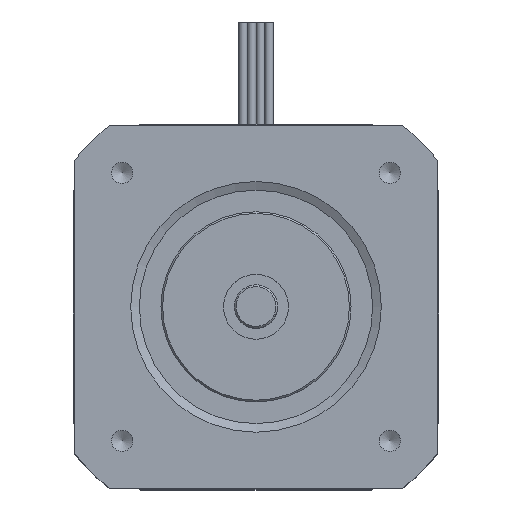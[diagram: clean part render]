
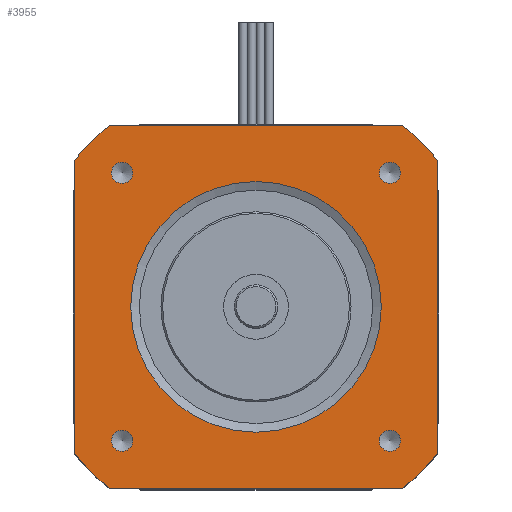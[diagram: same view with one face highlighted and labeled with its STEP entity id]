
A CAD part, top view. The second image highlights one B-rep face of the part: STEP entity #3955.
In plain terms, the highlighted planar face has unit normal (0, 0, 1).
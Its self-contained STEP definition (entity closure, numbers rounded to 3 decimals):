
#132=LINE('',#6039,#380);
#142=LINE('',#6067,#390);
#144=LINE('',#6078,#392);
#145=LINE('',#6082,#393);
#380=VECTOR('',#4779,33.941);
#390=VECTOR('',#4807,33.941);
#392=VECTOR('',#4819,33.941);
#393=VECTOR('',#4822,33.941);
#617=PLANE('',#4241);
#743=FACE_BOUND('',#1147,.T.);
#744=FACE_BOUND('',#1148,.T.);
#745=FACE_BOUND('',#1149,.T.);
#746=FACE_BOUND('',#1150,.T.);
#747=FACE_BOUND('',#1151,.T.);
#885=FACE_OUTER_BOUND('',#1146,.T.);
#1146=EDGE_LOOP('',(#2706,#2707,#2708,#2709,#2710,#2711,#2712,#2713));
#1147=EDGE_LOOP('',(#2714));
#1148=EDGE_LOOP('',(#2715));
#1149=EDGE_LOOP('',(#2716));
#1150=EDGE_LOOP('',(#2717));
#1151=EDGE_LOOP('',(#2718));
#1456=CIRCLE('',#4209,1.23);
#1458=CIRCLE('',#4213,1.23);
#1460=CIRCLE('',#4217,1.23);
#1462=CIRCLE('',#4221,1.23);
#1469=CIRCLE('',#4240,14.5);
#1470=CIRCLE('',#4242,27.);
#1471=CIRCLE('',#4243,27.);
#1472=CIRCLE('',#4244,27.);
#1473=CIRCLE('',#4245,27.);
#1688=VERTEX_POINT('',#5970);
#1690=VERTEX_POINT('',#5976);
#1692=VERTEX_POINT('',#5982);
#1694=VERTEX_POINT('',#5988);
#1713=VERTEX_POINT('',#6036);
#1714=VERTEX_POINT('',#6038);
#1722=VERTEX_POINT('',#6064);
#1723=VERTEX_POINT('',#6066);
#1725=VERTEX_POINT('',#6072);
#1726=VERTEX_POINT('',#6075);
#1727=VERTEX_POINT('',#6077);
#1728=VERTEX_POINT('',#6079);
#1729=VERTEX_POINT('',#6081);
#2076=EDGE_CURVE('',#1688,#1688,#1456,.T.);
#2078=EDGE_CURVE('',#1690,#1690,#1458,.T.);
#2080=EDGE_CURVE('',#1692,#1692,#1460,.T.);
#2082=EDGE_CURVE('',#1694,#1694,#1462,.T.);
#2106=EDGE_CURVE('',#1713,#1714,#132,.T.);
#2120=EDGE_CURVE('',#1722,#1723,#142,.T.);
#2123=EDGE_CURVE('',#1725,#1725,#1469,.T.);
#2124=EDGE_CURVE('',#1726,#1722,#1470,.T.);
#2125=EDGE_CURVE('',#1727,#1726,#144,.T.);
#2126=EDGE_CURVE('',#1728,#1727,#1471,.T.);
#2127=EDGE_CURVE('',#1729,#1728,#145,.T.);
#2128=EDGE_CURVE('',#1714,#1729,#1472,.T.);
#2129=EDGE_CURVE('',#1723,#1713,#1473,.T.);
#2706=ORIENTED_EDGE('',*,*,#2120,.F.);
#2707=ORIENTED_EDGE('',*,*,#2124,.F.);
#2708=ORIENTED_EDGE('',*,*,#2125,.F.);
#2709=ORIENTED_EDGE('',*,*,#2126,.F.);
#2710=ORIENTED_EDGE('',*,*,#2127,.F.);
#2711=ORIENTED_EDGE('',*,*,#2128,.F.);
#2712=ORIENTED_EDGE('',*,*,#2106,.F.);
#2713=ORIENTED_EDGE('',*,*,#2129,.F.);
#2714=ORIENTED_EDGE('',*,*,#2076,.T.);
#2715=ORIENTED_EDGE('',*,*,#2078,.T.);
#2716=ORIENTED_EDGE('',*,*,#2080,.T.);
#2717=ORIENTED_EDGE('',*,*,#2082,.T.);
#2718=ORIENTED_EDGE('',*,*,#2123,.F.);
#3955=ADVANCED_FACE('',(#885,#743,#744,#745,#746,#747),#617,.T.);
#4209=AXIS2_PLACEMENT_3D('',#5971,#4717,#4718);
#4213=AXIS2_PLACEMENT_3D('',#5977,#4725,#4726);
#4217=AXIS2_PLACEMENT_3D('',#5983,#4733,#4734);
#4221=AXIS2_PLACEMENT_3D('',#5989,#4741,#4742);
#4240=AXIS2_PLACEMENT_3D('',#6073,#4813,#4814);
#4241=AXIS2_PLACEMENT_3D('',#6074,#4815,#4816);
#4242=AXIS2_PLACEMENT_3D('',#6076,#4817,#4818);
#4243=AXIS2_PLACEMENT_3D('',#6080,#4820,#4821);
#4244=AXIS2_PLACEMENT_3D('',#6083,#4823,#4824);
#4245=AXIS2_PLACEMENT_3D('',#6084,#4825,#4826);
#4717=DIRECTION('center_axis',(0.,0.,
-1.));
#4718=DIRECTION('ref_axis',(1.,0.,0.));
#4725=DIRECTION('center_axis',(0.,0.,
-1.));
#4726=DIRECTION('ref_axis',(1.,0.,0.));
#4733=DIRECTION('center_axis',(0.,0.,
-1.));
#4734=DIRECTION('ref_axis',(1.,0.,0.));
#4741=DIRECTION('center_axis',(0.,0.,
-1.));
#4742=DIRECTION('ref_axis',(1.,0.,0.));
#4779=DIRECTION('',(0.,-1.,0.));
#4807=DIRECTION('',(1.,0.,0.));
#4813=DIRECTION('center_axis',(0.,0.,
1.));
#4814=DIRECTION('ref_axis',(-1.,0.,0.));
#4815=DIRECTION('center_axis',(0.,0.,
1.));
#4816=DIRECTION('ref_axis',(1.,0.,0.));
#4817=DIRECTION('center_axis',(0.,0.,
-1.));
#4818=DIRECTION('ref_axis',(-0.629,0.778,0.));
#4819=DIRECTION('',(0.,1.,0.));
#4820=DIRECTION('center_axis',(0.,0.,
-1.));
#4821=DIRECTION('ref_axis',(-0.778,-0.629,0.));
#4822=DIRECTION('',(-1.,0.,0.));
#4823=DIRECTION('center_axis',(0.,0.,
-1.));
#4824=DIRECTION('ref_axis',(0.629,-0.778,0.));
#4825=DIRECTION('center_axis',(0.,0.,
-1.));
#4826=DIRECTION('ref_axis',(0.778,0.629,0.));
#5970=CARTESIAN_POINT('',(-14.271,-15.5,6.));
#5971=CARTESIAN_POINT('Origin',(-15.5,-15.5,6.));
#5976=CARTESIAN_POINT('',(16.73,15.5,6.));
#5977=CARTESIAN_POINT('Origin',(15.5,15.5,6.));
#5982=CARTESIAN_POINT('',(16.73,-15.5,6.));
#5983=CARTESIAN_POINT('Origin',(15.5,-15.5,6.));
#5988=CARTESIAN_POINT('',(-14.271,15.5,6.));
#5989=CARTESIAN_POINT('Origin',(-15.5,15.5,6.));
#6036=CARTESIAN_POINT('',(21.,16.971,6.));
#6038=CARTESIAN_POINT('',(21.,-16.971,6.));
#6039=CARTESIAN_POINT('',(21.,16.971,6.));
#6064=CARTESIAN_POINT('',(-16.971,21.,6.));
#6066=CARTESIAN_POINT('',(16.971,21.,6.));
#6067=CARTESIAN_POINT('',(-16.971,21.,6.));
#6072=CARTESIAN_POINT('',(14.5,0.,6.));
#6073=CARTESIAN_POINT('Origin',(0.,0.,
6.));
#6074=CARTESIAN_POINT('Origin',(0.,0.,
6.));
#6075=CARTESIAN_POINT('',(-21.,16.971,6.));
#6076=CARTESIAN_POINT('Origin',(0.,0.,
6.));
#6077=CARTESIAN_POINT('',(-21.,-16.971,6.));
#6078=CARTESIAN_POINT('',(-21.,-16.971,6.));
#6079=CARTESIAN_POINT('',(-16.971,-21.,6.));
#6080=CARTESIAN_POINT('Origin',(0.,0.,
6.));
#6081=CARTESIAN_POINT('',(16.971,-21.,6.));
#6082=CARTESIAN_POINT('',(16.971,-21.,6.));
#6083=CARTESIAN_POINT('Origin',(0.,0.,
6.));
#6084=CARTESIAN_POINT('Origin',(0.,0.,
6.));
